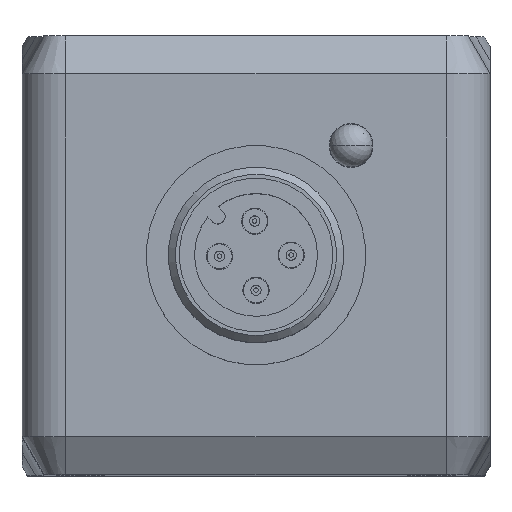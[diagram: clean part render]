
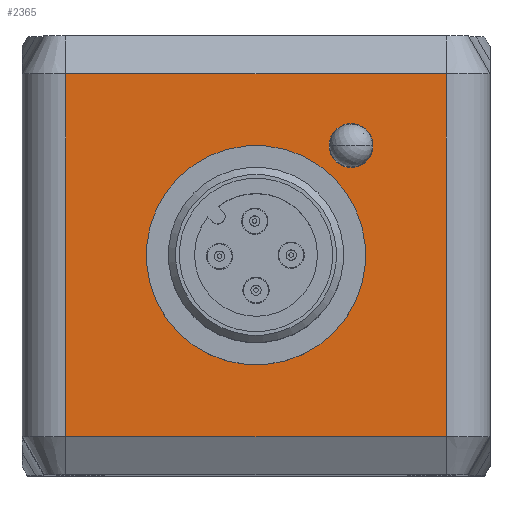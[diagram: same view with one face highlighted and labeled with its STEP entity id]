
A CAD part, top view. The second image highlights one B-rep face of the part: STEP entity #2365.
In plain terms, the highlighted planar face has unit normal (0, 0, 1).
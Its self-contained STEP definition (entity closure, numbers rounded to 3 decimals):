
#65=FACE_BOUND('',#748,.T.);
#66=FACE_BOUND('',#749,.T.);
#228=LINE('',#3900,#395);
#230=LINE('',#3906,#397);
#231=LINE('',#3908,#398);
#232=LINE('',#3909,#399);
#395=VECTOR('',#3208,10.);
#397=VECTOR('',#3216,10.);
#398=VECTOR('',#3217,10.);
#399=VECTOR('',#3218,10.);
#573=FACE_OUTER_BOUND('',#747,.T.);
#747=EDGE_LOOP('',(#1801,#1802,#1803,#1804));
#748=EDGE_LOOP('',(#1805));
#749=EDGE_LOOP('',(#1806));
#876=CIRCLE('',#2572,7.5);
#899=CIRCLE('',#2642,1.5);
#1007=VERTEX_POINT('',#3709);
#1072=VERTEX_POINT('',#3894);
#1073=VERTEX_POINT('',#3898);
#1074=VERTEX_POINT('',#3905);
#1075=VERTEX_POINT('',#3907);
#1076=VERTEX_POINT('',#3910);
#1240=EDGE_CURVE('',#1007,#1007,#876,.T.);
#1334=EDGE_CURVE('',#1072,#1073,#228,.T.);
#1337=EDGE_CURVE('',#1074,#1072,#230,.T.);
#1338=EDGE_CURVE('',#1075,#1074,#231,.T.);
#1339=EDGE_CURVE('',#1073,#1075,#232,.T.);
#1340=EDGE_CURVE('',#1076,#1076,#899,.T.);
#1801=ORIENTED_EDGE('',*,*,#1334,.F.);
#1802=ORIENTED_EDGE('',*,*,#1337,.F.);
#1803=ORIENTED_EDGE('',*,*,#1338,.F.);
#1804=ORIENTED_EDGE('',*,*,#1339,.F.);
#1805=ORIENTED_EDGE('',*,*,#1240,.T.);
#1806=ORIENTED_EDGE('',*,*,#1340,.T.);
#2101=PLANE('',#2641);
#2365=ADVANCED_FACE('',(#573,#65,#66),#2101,.T.);
#2572=AXIS2_PLACEMENT_3D('',#3711,#3018,#3019);
#2641=AXIS2_PLACEMENT_3D('',#3904,#3214,#3215);
#2642=AXIS2_PLACEMENT_3D('',#3911,#3219,#3220);
#3018=DIRECTION('center_axis',(0.,0.,-1.));
#3019=DIRECTION('ref_axis',(0.707,0.707,0.));
#3208=DIRECTION('',(-1.,0.,0.));
#3214=DIRECTION('center_axis',(0.,0.,1.));
#3215=DIRECTION('ref_axis',(1.,0.,0.));
#3216=DIRECTION('',(0.,-1.,0.));
#3217=DIRECTION('',(1.,0.,0.));
#3218=DIRECTION('',(0.,1.,0.));
#3219=DIRECTION('center_axis',(0.,0.,-1.));
#3220=DIRECTION('ref_axis',(1.,0.,0.));
#3709=CARTESIAN_POINT('',(-5.303,-5.303,0.));
#3711=CARTESIAN_POINT('Origin',(0.,0.,
0.));
#3894=CARTESIAN_POINT('',(13.,-12.4,0.));
#3898=CARTESIAN_POINT('',(-13.,-12.4,0.));
#3900=CARTESIAN_POINT('',(8.,-12.4,0.));
#3904=CARTESIAN_POINT('Origin',(0.,0.,0.));
#3905=CARTESIAN_POINT('',(13.,12.4,0.));
#3906=CARTESIAN_POINT('',(13.,7.5,0.));
#3907=CARTESIAN_POINT('',(-13.,12.4,0.));
#3908=CARTESIAN_POINT('',(-8.,12.4,0.));
#3909=CARTESIAN_POINT('',(-13.,-7.5,0.));
#3910=CARTESIAN_POINT('',(5.,7.5,0.));
#3911=CARTESIAN_POINT('Origin',(6.5,7.5,0.));
